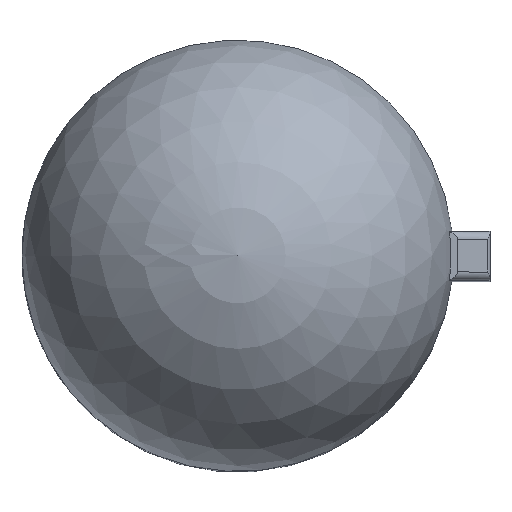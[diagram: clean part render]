
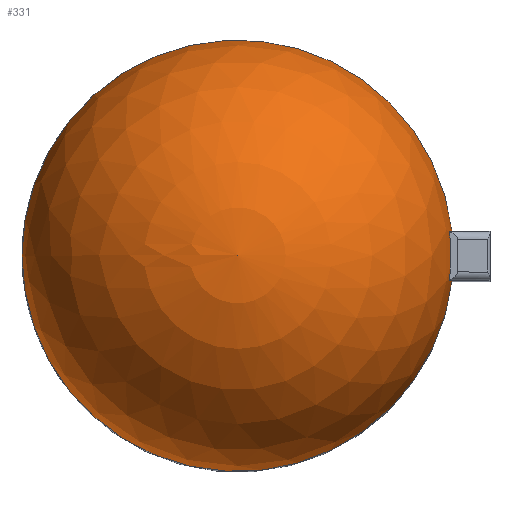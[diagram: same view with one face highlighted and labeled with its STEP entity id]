
A CAD part, top view. The second image highlights one B-rep face of the part: STEP entity #331.
In plain terms, the highlighted spherical face has radius 13.25 mm.
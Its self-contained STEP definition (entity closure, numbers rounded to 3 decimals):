
#16=SPHERICAL_SURFACE('',#382,13.25);
#34=B_SPLINE_CURVE_WITH_KNOTS('',3,(#500,#501,#502,#503,#504,#505),
 .UNSPECIFIED.,.F.,.F.,(4,2,4),(0.033,0.057,0.057),
 .UNSPECIFIED.);
#35=B_SPLINE_CURVE_WITH_KNOTS('',3,(#525,#526,#527,#528,#529,#530),
 .UNSPECIFIED.,.F.,.F.,(4,2,4),(0.347,0.348,0.372),
 .UNSPECIFIED.);
#57=FACE_OUTER_BOUND('',#76,.T.);
#76=EDGE_LOOP('',(#295,#296,#297,#298,#299,#300,#301,#302,#303));
#81=CIRCLE('',#360,13.165);
#82=CIRCLE('',#363,13.165);
#83=CIRCLE('',#366,13.098);
#86=CIRCLE('',#374,13.25);
#87=CIRCLE('',#375,13.25);
#91=CIRCLE('',#383,13.25);
#141=VERTEX_POINT('',#497);
#142=VERTEX_POINT('',#499);
#149=VERTEX_POINT('',#522);
#150=VERTEX_POINT('',#524);
#156=VERTEX_POINT('',#550);
#158=VERTEX_POINT('',#558);
#162=VERTEX_POINT('',#596);
#165=VERTEX_POINT('',#609);
#171=EDGE_CURVE('',#141,#142,#34,.F.);
#181=EDGE_CURVE('',#150,#149,#35,.T.);
#189=EDGE_CURVE('',#141,#156,#81,.T.);
#192=EDGE_CURVE('',#158,#150,#82,.T.);
#198=EDGE_CURVE('',#149,#142,#83,.T.);
#206=EDGE_CURVE('',#162,#158,#86,.T.);
#207=EDGE_CURVE('',#156,#162,#87,.T.);
#212=EDGE_CURVE('',#165,#162,#91,.T.);
#295=ORIENTED_EDGE('',*,*,#189,.T.);
#296=ORIENTED_EDGE('',*,*,#207,.T.);
#297=ORIENTED_EDGE('',*,*,#212,.F.);
#298=ORIENTED_EDGE('',*,*,#212,.T.);
#299=ORIENTED_EDGE('',*,*,#206,.T.);
#300=ORIENTED_EDGE('',*,*,#192,.T.);
#301=ORIENTED_EDGE('',*,*,#181,.T.);
#302=ORIENTED_EDGE('',*,*,#198,.T.);
#303=ORIENTED_EDGE('',*,*,#171,.F.);
#331=ADVANCED_FACE('',(#57),#16,.T.);
#360=AXIS2_PLACEMENT_3D('',#552,#425,#426);
#363=AXIS2_PLACEMENT_3D('',#559,#433,#434);
#366=AXIS2_PLACEMENT_3D('',#577,#443,#444);
#374=AXIS2_PLACEMENT_3D('',#597,#462,#463);
#375=AXIS2_PLACEMENT_3D('',#598,#464,#465);
#382=AXIS2_PLACEMENT_3D('',#608,#479,#480);
#383=AXIS2_PLACEMENT_3D('',#610,#481,#482);
#425=DIRECTION('center_axis',(0.,1.,0.));
#426=DIRECTION('ref_axis',(0.,0.,-1.));
#433=DIRECTION('center_axis',(0.,-1.,0.));
#434=DIRECTION('ref_axis',(0.,0.,1.));
#443=DIRECTION('center_axis',(0.,0.,1.));
#444=DIRECTION('ref_axis',(0.,1.,0.));
#462=DIRECTION('center_axis',(0.,0.,1.));
#463=DIRECTION('ref_axis',(-1.,0.,0.));
#464=DIRECTION('center_axis',(0.,0.,1.));
#465=DIRECTION('ref_axis',(-1.,0.,0.));
#479=DIRECTION('center_axis',(0.,0.,1.));
#480=DIRECTION('ref_axis',(1.,0.,0.));
#481=DIRECTION('center_axis',(0.,-1.,0.));
#482=DIRECTION('ref_axis',(-1.,0.,0.));
#497=CARTESIAN_POINT('',(13.049,1.5,54.744));
#499=CARTESIAN_POINT('',(13.015,1.475,55.));
#500=CARTESIAN_POINT('Ctrl Pts',(13.015,1.475,55.));
#501=CARTESIAN_POINT('Ctrl Pts',(13.026,1.492,54.915));
#502=CARTESIAN_POINT('Ctrl Pts',(13.037,1.5,54.83));
#503=CARTESIAN_POINT('Ctrl Pts',(13.048,1.5,54.748));
#504=CARTESIAN_POINT('Ctrl Pts',(13.049,1.5,54.746));
#505=CARTESIAN_POINT('Ctrl Pts',(13.049,1.5,54.744));
#522=CARTESIAN_POINT('',(13.015,-1.475,55.));
#524=CARTESIAN_POINT('',(13.049,-1.5,54.744));
#525=CARTESIAN_POINT('Ctrl Pts',(13.049,-1.5,54.744));
#526=CARTESIAN_POINT('Ctrl Pts',(13.049,-1.5,54.746));
#527=CARTESIAN_POINT('Ctrl Pts',(13.048,-1.5,54.748));
#528=CARTESIAN_POINT('Ctrl Pts',(13.037,-1.5,54.83));
#529=CARTESIAN_POINT('Ctrl Pts',(13.026,-1.492,54.915));
#530=CARTESIAN_POINT('Ctrl Pts',(13.015,-1.475,55.));
#550=CARTESIAN_POINT('',(13.165,1.5,53.));
#552=CARTESIAN_POINT('Origin',(0.,1.5,53.));
#558=CARTESIAN_POINT('',(13.165,-1.5,53.));
#559=CARTESIAN_POINT('Origin',(0.,-1.5,53.));
#577=CARTESIAN_POINT('Origin',(0.,0.,55.));
#596=CARTESIAN_POINT('',(-13.25,0.,53.));
#597=CARTESIAN_POINT('Origin',(0.,0.,53.));
#598=CARTESIAN_POINT('Origin',(0.,0.,53.));
#608=CARTESIAN_POINT('Origin',(0.,0.,53.));
#609=CARTESIAN_POINT('',(0.,0.,66.25));
#610=CARTESIAN_POINT('Origin',(0.,0.,53.));
